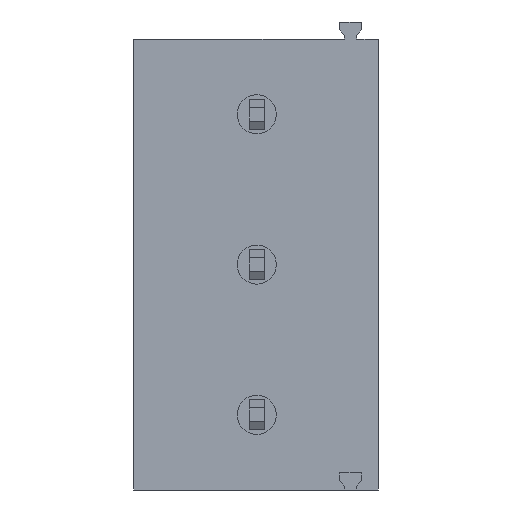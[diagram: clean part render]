
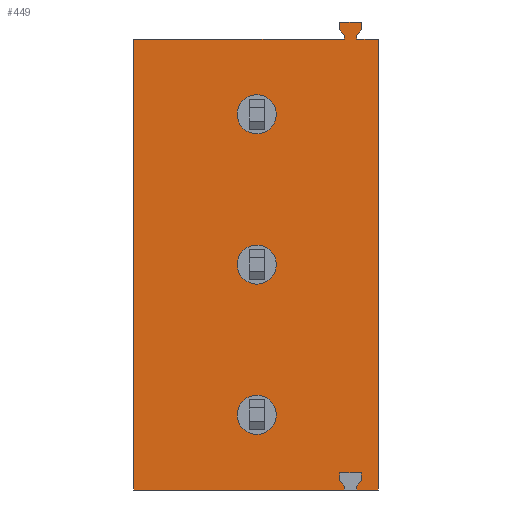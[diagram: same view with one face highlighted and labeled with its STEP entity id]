
A CAD part, front view. The second image highlights one B-rep face of the part: STEP entity #449.
In plain terms, the highlighted planar face has unit normal (0, -1, 0).
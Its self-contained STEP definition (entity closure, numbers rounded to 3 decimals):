
#449=ADVANCED_FACE('',(#932,#933,#934,#935),#936,.T.);
#932=FACE_OUTER_BOUND('',#1439,.T.);
#933=FACE_BOUND('',#1440,.T.);
#934=FACE_BOUND('',#1441,.T.);
#935=FACE_BOUND('',#1442,.T.);
#936=PLANE('',#1443);
#1439=EDGE_LOOP('',(#2713,#2714,#2715,#2716,#2717,#2718,#2719,#2720,#2721,#2722,#2723,#2724,#2725,#2726,#2727,#2728,#2729,#2730,#2731,#2732));
#1440=EDGE_LOOP('',(#2733,#2734));
#1441=EDGE_LOOP('',(#2735,#2736));
#1442=EDGE_LOOP('',(#2737,#2738));
#1443=AXIS2_PLACEMENT_3D('',#2739,#2740,#2741);
#2713=ORIENTED_EDGE('',*,*,#3258,.T.);
#2714=ORIENTED_EDGE('',*,*,#3344,.T.);
#2715=ORIENTED_EDGE('',*,*,#3275,.F.);
#2716=ORIENTED_EDGE('',*,*,#3480,.F.);
#2717=ORIENTED_EDGE('',*,*,#3481,.F.);
#2718=ORIENTED_EDGE('',*,*,#3482,.F.);
#2719=ORIENTED_EDGE('',*,*,#3483,.F.);
#2720=ORIENTED_EDGE('',*,*,#3484,.F.);
#2721=ORIENTED_EDGE('',*,*,#3485,.F.);
#2722=ORIENTED_EDGE('',*,*,#3341,.T.);
#2723=ORIENTED_EDGE('',*,*,#3486,.T.);
#2724=ORIENTED_EDGE('',*,*,#3137,.F.);
#2725=ORIENTED_EDGE('',*,*,#3196,.F.);
#2726=ORIENTED_EDGE('',*,*,#3200,.F.);
#2727=ORIENTED_EDGE('',*,*,#3204,.F.);
#2728=ORIENTED_EDGE('',*,*,#3213,.F.);
#2729=ORIENTED_EDGE('',*,*,#3208,.F.);
#2730=ORIENTED_EDGE('',*,*,#3216,.F.);
#2731=ORIENTED_EDGE('',*,*,#3192,.F.);
#2732=ORIENTED_EDGE('',*,*,#3133,.F.);
#2733=ORIENTED_EDGE('',*,*,#3487,.F.);
#2734=ORIENTED_EDGE('',*,*,#2983,.F.);
#2735=ORIENTED_EDGE('',*,*,#3249,.F.);
#2736=ORIENTED_EDGE('',*,*,#3036,.F.);
#2737=ORIENTED_EDGE('',*,*,#3041,.F.);
#2738=ORIENTED_EDGE('',*,*,#3155,.F.);
#2739=CARTESIAN_POINT('',(-4.901,0.0,-11.548));
#2740=DIRECTION('',(-0.0,-1.0,0.0));
#2741=DIRECTION('',(0.,0.0,1.0));
#2983=EDGE_CURVE('',#3548,#3551,#3552,.T.);
#3036=EDGE_CURVE('',#3645,#3648,#3649,.T.);
#3041=EDGE_CURVE('',#3654,#3657,#3658,.T.);
#3133=EDGE_CURVE('',#3801,#3803,#3804,.T.);
#3137=EDGE_CURVE('',#3809,#3811,#3812,.T.);
#3155=EDGE_CURVE('',#3657,#3654,#3840,.T.);
#3192=EDGE_CURVE('',#3803,#3899,#3900,.T.);
#3196=EDGE_CURVE('',#3905,#3809,#3906,.T.);
#3200=EDGE_CURVE('',#3911,#3905,#3912,.T.);
#3204=EDGE_CURVE('',#3917,#3911,#3918,.T.);
#3208=EDGE_CURVE('',#3923,#3924,#3925,.T.);
#3213=EDGE_CURVE('',#3924,#3917,#3932,.T.);
#3216=EDGE_CURVE('',#3899,#3923,#3935,.T.);
#3249=EDGE_CURVE('',#3648,#3645,#3975,.T.);
#3258=EDGE_CURVE('',#3801,#3988,#3989,.T.);
#3275=EDGE_CURVE('',#4013,#4009,#4015,.T.);
#3341=EDGE_CURVE('',#4099,#4097,#4100,.T.);
#3344=EDGE_CURVE('',#3988,#4009,#4104,.T.);
#3480=EDGE_CURVE('',#4299,#4013,#4300,.T.);
#3481=EDGE_CURVE('',#4301,#4299,#4302,.T.);
#3482=EDGE_CURVE('',#4303,#4301,#4304,.T.);
#3483=EDGE_CURVE('',#4305,#4303,#4306,.T.);
#3484=EDGE_CURVE('',#4307,#4305,#4308,.T.);
#3485=EDGE_CURVE('',#4099,#4307,#4309,.T.);
#3486=EDGE_CURVE('',#4097,#3811,#4310,.T.);
#3487=EDGE_CURVE('',#3551,#3548,#4311,.T.);
#3548=VERTEX_POINT('',#4380);
#3551=VERTEX_POINT('',#4384);
#3552=CIRCLE('',#4385,0.65);
#3645=VERTEX_POINT('',#4499);
#3648=VERTEX_POINT('',#4503);
#3649=CIRCLE('',#4504,0.65);
#3654=VERTEX_POINT('',#4510);
#3657=VERTEX_POINT('',#4514);
#3658=CIRCLE('',#4515,0.65);
#3801=VERTEX_POINT('',#4710);
#3803=VERTEX_POINT('',#4713);
#3804=LINE('',#4714,#4715);
#3809=VERTEX_POINT('',#4722);
#3811=VERTEX_POINT('',#4725);
#3812=LINE('',#4726,#4727);
#3840=CIRCLE('',#4765,0.65);
#3899=VERTEX_POINT('',#4850);
#3900=LINE('',#4851,#4852);
#3905=VERTEX_POINT('',#4859);
#3906=LINE('',#4860,#4861);
#3911=VERTEX_POINT('',#4868);
#3912=LINE('',#4869,#4870);
#3917=VERTEX_POINT('',#4877);
#3918=LINE('',#4878,#4879);
#3923=VERTEX_POINT('',#4886);
#3924=VERTEX_POINT('',#4887);
#3925=LINE('',#4888,#4889);
#3932=LINE('',#4899,#4900);
#3935=LINE('',#4904,#4905);
#3975=CIRCLE('',#4961,0.65);
#3988=VERTEX_POINT('',#4979);
#3989=LINE('',#4980,#4981);
#4009=VERTEX_POINT('',#5008);
#4013=VERTEX_POINT('',#5014);
#4015=LINE('',#5017,#5018);
#4097=VERTEX_POINT('',#5128);
#4099=VERTEX_POINT('',#5131);
#4100=LINE('',#5132,#5133);
#4104=LINE('',#5139,#5140);
#4299=VERTEX_POINT('',#5396);
#4300=LINE('',#5397,#5398);
#4301=VERTEX_POINT('',#5399);
#4302=LINE('',#5400,#5401);
#4303=VERTEX_POINT('',#5402);
#4304=LINE('',#5403,#5404);
#4305=VERTEX_POINT('',#5405);
#4306=LINE('',#5406,#5407);
#4307=VERTEX_POINT('',#5408);
#4308=LINE('',#5409,#5410);
#4309=LINE('',#5411,#5412);
#4310=LINE('',#5413,#5414);
#4311=CIRCLE('',#5415,0.65);
#4380=CARTESIAN_POINT('',(-4.127,0.0,-13.07));
#4384=CARTESIAN_POINT('',(-2.827,0.0,-13.07));
#4385=AXIS2_PLACEMENT_3D('',#5513,#5514,#5515);
#4499=CARTESIAN_POINT('',(-4.127,0.0,-8.07));
#4503=CARTESIAN_POINT('',(-2.827,0.0,-8.07));
#4504=AXIS2_PLACEMENT_3D('',#5601,#5602,#5603);
#4510=CARTESIAN_POINT('',(-4.127,0.0,-3.07));
#4514=CARTESIAN_POINT('',(-2.827,0.0,-3.07));
#4515=AXIS2_PLACEMENT_3D('',#5609,#5610,#5611);
#4710=CARTESIAN_POINT('',(-7.577,0.0,-0.57));
#4713=CARTESIAN_POINT('',(-0.564,0.0,-0.57));
#4714=CARTESIAN_POINT('',(-39.331,0.0,-0.57));
#4715=VECTOR('',#5716,1.0);
#4722=CARTESIAN_POINT('',(-0.15,0.0,-0.57));
#4725=CARTESIAN_POINT('',(0.573,0.0,-0.57));
#4726=CARTESIAN_POINT('',(-39.331,0.0,-0.57));
#4727=VECTOR('',#5720,1.0);
#4765=AXIS2_PLACEMENT_3D('',#5743,#5744,#5745);
#4850=CARTESIAN_POINT('',(-0.564,0.0,-0.441));
#4851=CARTESIAN_POINT('',(-0.564,0.0,-0.57));
#4852=VECTOR('',#5775,1.0);
#4859=CARTESIAN_POINT('',(-0.15,0.0,-0.441));
#4860=CARTESIAN_POINT('',(-0.15,0.0,-0.441));
#4861=VECTOR('',#5778,1.0);
#4868=CARTESIAN_POINT('',(0.0,0.0,-0.263));
#4869=CARTESIAN_POINT('',(0.0,0.0,-0.263));
#4870=VECTOR('',#5781,1.0);
#4877=CARTESIAN_POINT('',(0.0,0.0,0.));
#4878=CARTESIAN_POINT('',(0.0,0.0,0.));
#4879=VECTOR('',#5784,1.0);
#4886=CARTESIAN_POINT('',(-0.714,0.0,-0.263));
#4887=CARTESIAN_POINT('',(-0.714,0.0,0.));
#4888=CARTESIAN_POINT('',(-0.714,0.0,-0.263));
#4889=VECTOR('',#5787,1.0);
#4899=CARTESIAN_POINT('',(-0.714,0.0,0.));
#4900=VECTOR('',#5791,1.0);
#4904=CARTESIAN_POINT('',(-0.564,0.0,-0.441));
#4905=VECTOR('',#5793,1.0);
#4961=AXIS2_PLACEMENT_3D('',#5822,#5823,#5824);
#4979=CARTESIAN_POINT('',(-7.577,0.0,-15.57));
#4980=CARTESIAN_POINT('',(-7.577,0.0,-13.07));
#4981=VECTOR('',#5830,1.0);
#5008=CARTESIAN_POINT('',(-0.564,0.0,-15.57));
#5014=CARTESIAN_POINT('',(-0.564,0.0,-15.441));
#5017=CARTESIAN_POINT('',(-0.564,0.0,-13.07));
#5018=VECTOR('',#5844,1.0);
#5128=CARTESIAN_POINT('',(0.573,0.0,-15.57));
#5131=CARTESIAN_POINT('',(-0.15,0.0,-15.57));
#5132=CARTESIAN_POINT('',(-39.331,0.0,-15.57));
#5133=VECTOR('',#5907,1.0);
#5139=CARTESIAN_POINT('',(-39.331,0.0,-15.57));
#5140=VECTOR('',#5910,1.0);
#5396=CARTESIAN_POINT('',(-0.714,0.0,-15.263));
#5397=CARTESIAN_POINT('',(-2.558,0.0,-13.07));
#5398=VECTOR('',#6080,1.0);
#5399=CARTESIAN_POINT('',(-0.714,0.0,-15.0));
#5400=CARTESIAN_POINT('',(-0.714,0.0,-13.07));
#5401=VECTOR('',#6081,1.0);
#5402=CARTESIAN_POINT('',(0.0,0.0,-15.0));
#5403=CARTESIAN_POINT('',(-39.331,0.0,-15.0));
#5404=VECTOR('',#6082,1.0);
#5405=CARTESIAN_POINT('',(0.0,0.0,-15.263));
#5406=CARTESIAN_POINT('',(0.,0.0,-13.07));
#5407=VECTOR('',#6083,1.0);
#5408=CARTESIAN_POINT('',(-0.15,0.0,-15.441));
#5409=CARTESIAN_POINT('',(1.844,0.0,-13.07));
#5410=VECTOR('',#6084,1.0);
#5411=CARTESIAN_POINT('',(-0.15,0.0,-13.07));
#5412=VECTOR('',#6085,1.0);
#5413=CARTESIAN_POINT('',(0.573,0.0,-13.07));
#5414=VECTOR('',#6086,1.0);
#5415=AXIS2_PLACEMENT_3D('',#6087,#6088,#6089);
#5513=CARTESIAN_POINT('',(-3.477,0.0,-13.07));
#5514=DIRECTION('',(0.0,-1.0,-0.0));
#5515=DIRECTION('',(-1.0,0.0,0.));
#5601=CARTESIAN_POINT('',(-3.477,0.0,-8.07));
#5602=DIRECTION('',(0.0,-1.0,-0.0));
#5603=DIRECTION('',(-1.0,0.0,0.));
#5609=CARTESIAN_POINT('',(-3.477,0.0,-3.07));
#5610=DIRECTION('',(0.0,-1.0,-0.0));
#5611=DIRECTION('',(-1.0,0.0,0.));
#5716=DIRECTION('',(1.0,0.0,0.));
#5720=DIRECTION('',(1.0,0.0,0.));
#5743=CARTESIAN_POINT('',(-3.477,0.0,-3.07));
#5744=DIRECTION('',(0.0,-1.0,-0.0));
#5745=DIRECTION('',(-1.0,0.0,0.));
#5775=DIRECTION('',(0.,0.0,1.0));
#5778=DIRECTION('',(0.,0.0,-1.0));
#5781=DIRECTION('',(-0.644,0.0,-0.765));
#5784=DIRECTION('',(0.,0.0,-1.0));
#5787=DIRECTION('',(0.,0.0,1.0));
#5791=DIRECTION('',(1.0,0.0,0.));
#5793=DIRECTION('',(-0.644,0.0,0.765));
#5822=CARTESIAN_POINT('',(-3.477,0.0,-8.07));
#5823=DIRECTION('',(0.0,-1.0,-0.0));
#5824=DIRECTION('',(-1.0,0.0,0.));
#5830=DIRECTION('',(0.,0.0,-1.0));
#5844=DIRECTION('',(0.,0.0,-1.0));
#5907=DIRECTION('',(1.0,0.0,0.));
#5910=DIRECTION('',(1.0,0.0,0.));
#6080=DIRECTION('',(0.644,0.0,-0.765));
#6081=DIRECTION('',(0.,0.0,-1.0));
#6082=DIRECTION('',(-1.0,0.0,0.));
#6083=DIRECTION('',(0.,0.0,1.0));
#6084=DIRECTION('',(0.644,0.0,0.765));
#6085=DIRECTION('',(0.,0.0,1.0));
#6086=DIRECTION('',(0.,0.0,1.0));
#6087=CARTESIAN_POINT('',(-3.477,0.0,-13.07));
#6088=DIRECTION('',(0.0,-1.0,-0.0));
#6089=DIRECTION('',(-1.0,0.0,0.));
